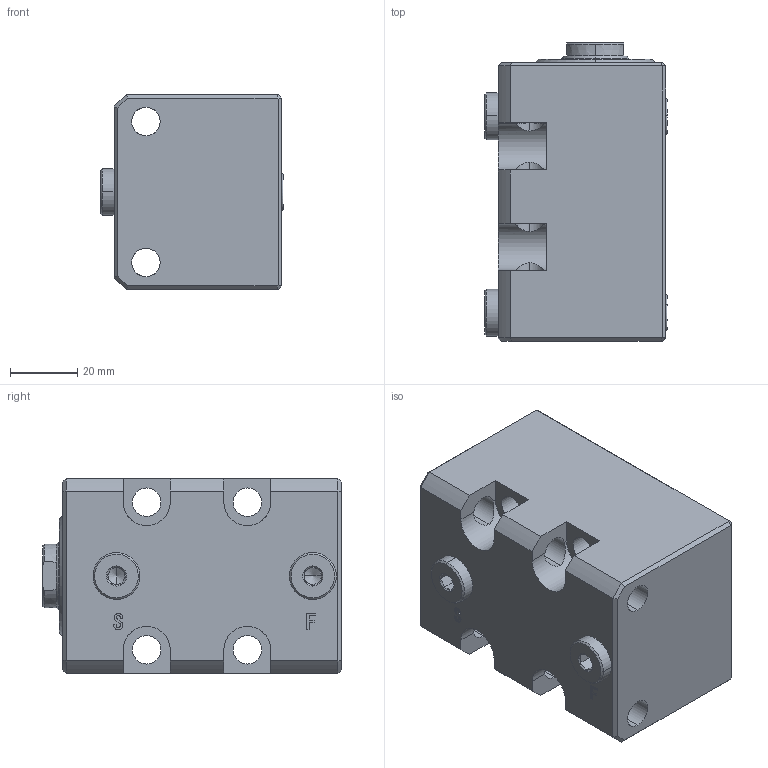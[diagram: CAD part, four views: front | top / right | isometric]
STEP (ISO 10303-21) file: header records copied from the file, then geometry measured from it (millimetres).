
FILE_DESCRIPTION (( 'STEP AP214' ), '1' );
FILE_NAME ('MVI-CBC322050.step', '2024-01-19T14:34:43', ( '' ), ( '' ), 'SwSTEP 2.0', 'SolidWorks 2023', '' );
FILE_SCHEMA (( 'AUTOMOTIVE_DESIGN' ));
Length unit declared in the file: millimetre
Products named in the file (1): MVI-CBC322050
Bounding box: 54.48 x 89 x 58 mm (x, y, z)
Volume: 190403.5 mm3; surface area: 44188.9 mm2
Topology: 12 solids, 13 shells, 640 faces, 1664 edges, 1069 vertices
Faces by surface type: plane 268, bspline 193, cylinder 115, cone 52, torus 12
Entity records: 27813 total; most frequent: CARTESIAN_POINT 13217, ORIENTED_EDGE 3304, DIRECTION 2407, EDGE_CURVE 1652, VERTEX_POINT 1069, LINE 909, VECTOR 909, AXIS2_PLACEMENT_3D 749
